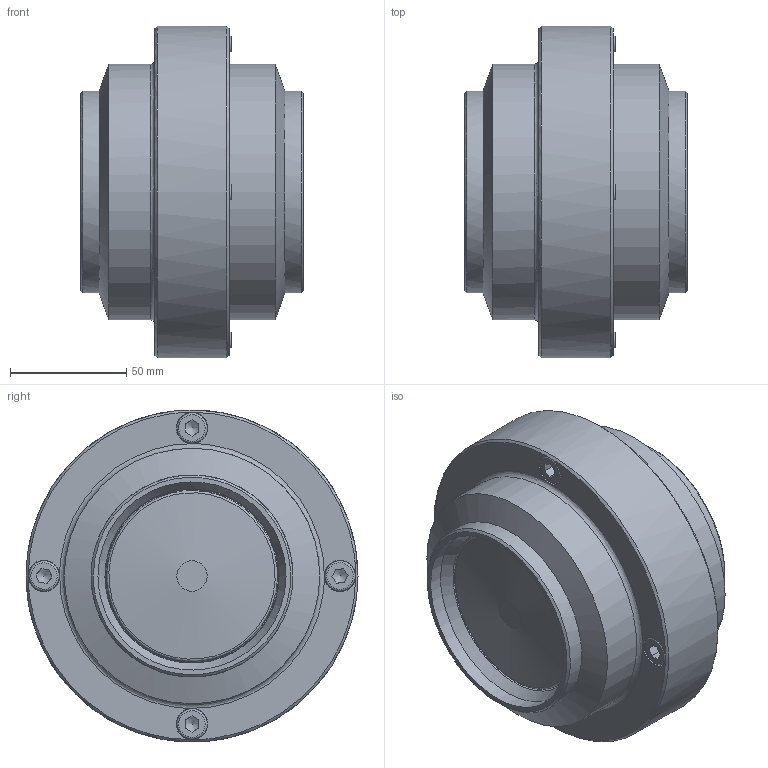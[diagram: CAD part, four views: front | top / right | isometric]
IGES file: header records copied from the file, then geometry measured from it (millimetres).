
Global section: file name: 68120080; native system: Autodesk Inventor 2015; preprocessor: unknown; author: Struska Martin; date: 20160318.123700; units: millimetre
Bounding box: 96 x 143 x 142.9 mm (x, y, z)
Volume: 481249.9 mm3; surface area: 118177.2 mm2
Topology: 1 solids, 8 shells, 183 faces, 503 edges, 349 vertices
Faces by surface type: bspline 183
